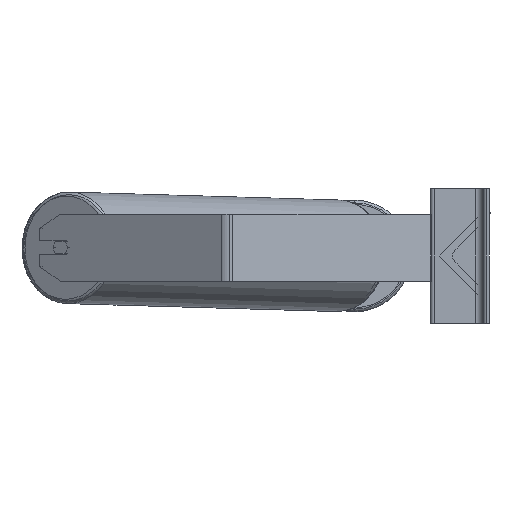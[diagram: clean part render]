
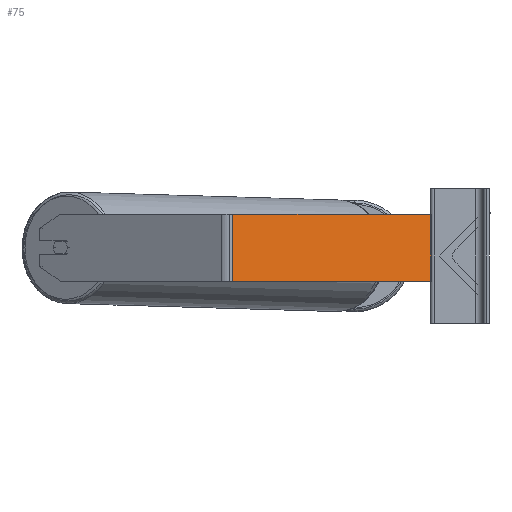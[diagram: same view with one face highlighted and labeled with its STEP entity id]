
A CAD part, left-side view. The second image highlights one B-rep face of the part: STEP entity #75.
In plain terms, the highlighted planar face has unit normal (-0.966, -0.259, 0).
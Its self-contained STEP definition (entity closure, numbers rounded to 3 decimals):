
#75 = ADVANCED_FACE ( 'NONE', ( #9834 ), #2174, .F. ) ;
#447 = DIRECTION ( 'NONE',  ( -0.259, 0.966, 0. ) ) ;
#1019 = CARTESIAN_POINT ( 'NONE',  ( -953.174, 253.696, 50. ) ) ;
#1099 = EDGE_CURVE ( 'NONE', #7394, #3673, #4486, .T. ) ;
#1622 = CARTESIAN_POINT ( 'NONE',  ( -887.727, 9.447, 50. ) ) ;
#1637 = EDGE_CURVE ( 'NONE', #6219, #4980, #2506, .T. ) ;
#1882 = EDGE_LOOP ( 'NONE', ( #4715, #7286, #2364, #3967 ) ) ;
#2174 = PLANE ( 'NONE',  #4613 ) ;
#2364 = ORIENTED_EDGE ( 'NONE', *, *, #6205, .F. ) ;
#2506 = LINE ( 'NONE', #1622, #9830 ) ;
#3009 = DIRECTION ( 'NONE',  ( 0.966, 0.259, 0. ) ) ;
#3673 = VERTEX_POINT ( 'NONE', #6030 ) ;
#3967 = ORIENTED_EDGE ( 'NONE', *, *, #1099, .T. ) ;
#4418 = DIRECTION ( 'NONE',  ( 0.259, -0.966, 0. ) ) ;
#4486 = LINE ( 'NONE', #10467, #5350 ) ;
#4613 = AXIS2_PLACEMENT_3D ( 'NONE', #8983, #3009, #447 ) ;
#4715 = ORIENTED_EDGE ( 'NONE', *, *, #6560, .T. ) ;
#4980 = VERTEX_POINT ( 'NONE', #7028 ) ;
#5026 = DIRECTION ( 'NONE',  ( 0., 0., -1. ) ) ;
#5350 = VECTOR ( 'NONE', #7917, 1000. ) ;
#6030 = CARTESIAN_POINT ( 'NONE',  ( -951.243, 246.489, -30. ) ) ;
#6205 = EDGE_CURVE ( 'NONE', #7394, #6219, #8666, .T. ) ;
#6219 = VERTEX_POINT ( 'NONE', #7850 ) ;
#6379 = CARTESIAN_POINT ( 'NONE',  ( -953.174, 253.696, -30. ) ) ;
#6560 = EDGE_CURVE ( 'NONE', #3673, #4980, #7613, .T. ) ;
#7028 = CARTESIAN_POINT ( 'NONE',  ( -887.727, 9.447, -30. ) ) ;
#7286 = ORIENTED_EDGE ( 'NONE', *, *, #1637, .F. ) ;
#7394 = VERTEX_POINT ( 'NONE', #9043 ) ;
#7416 = VECTOR ( 'NONE', #8427, 1000. ) ;
#7613 = LINE ( 'NONE', #6379, #7416 ) ;
#7850 = CARTESIAN_POINT ( 'NONE',  ( -887.727, 9.447, 50. ) ) ;
#7917 = DIRECTION ( 'NONE',  ( 0., 0., -1. ) ) ;
#8427 = DIRECTION ( 'NONE',  ( 0.259, -0.966, 0. ) ) ;
#8465 = VECTOR ( 'NONE', #4418, 1000. ) ;
#8666 = LINE ( 'NONE', #1019, #8465 ) ;
#8983 = CARTESIAN_POINT ( 'NONE',  ( -953.174, 253.696, 50. ) ) ;
#9043 = CARTESIAN_POINT ( 'NONE',  ( -951.243, 246.489, 50. ) ) ;
#9830 = VECTOR ( 'NONE', #5026, 1000. ) ;
#9834 = FACE_OUTER_BOUND ( 'NONE', #1882, .T. ) ;
#10467 = CARTESIAN_POINT ( 'NONE',  ( -951.243, 246.489, 50. ) ) ;
